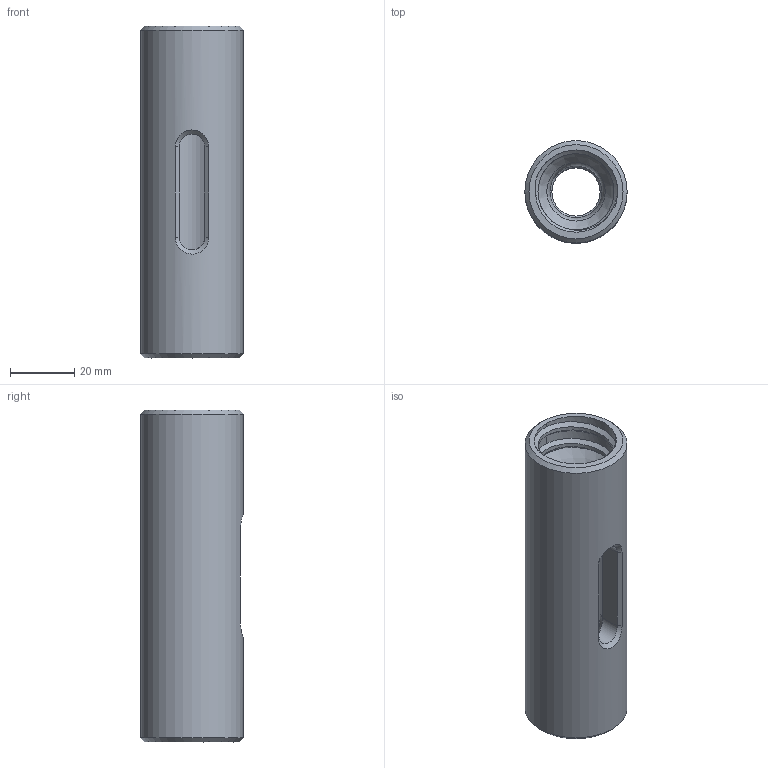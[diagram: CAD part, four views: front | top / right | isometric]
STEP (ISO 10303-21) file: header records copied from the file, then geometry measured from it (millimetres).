
FILE_DESCRIPTION(/* description */ (''),/* implementation_level */ '2;1');
FILE_NAME(/* name */ 'EXTRA_DarticleAccelerator.step',/* time_stamp */ '2023-11-29T11:19:28-05:00',/* author */ (''),/* organization */ (''),/* preprocessor_version */ 'ST-DEVELOPER v20',/* originating_system */ 'Autodesk Translation Framework v12.14.0.127',/* authorisation */ '');
FILE_SCHEMA (('AUTOMOTIVE_DESIGN { 1 0 10303 214 3 1 1 }'));
Length unit declared in the file: millimetre
Products named in the file (1): Core
Bounding box: 31.75 x 31.75 x 103.08 mm (x, y, z)
Volume: 50417.2 mm3; surface area: 17168.7 mm2
Topology: 1 solids, 1 shells, 46 faces, 122 edges, 78 vertices
Faces by surface type: cylinder 20, plane 8, bspline 8, cone 8, torus 2
Full cylindrical faces by diameter (mm): 15 x1, 16.2 x2, 23.622 x2, 25.908 x4, 31.75 x1
Entity records: 5430 total; most frequent: CARTESIAN_POINT 4325, ORIENTED_EDGE 244, DIRECTION 188, EDGE_CURVE 122, VERTEX_POINT 78, AXIS2_PLACEMENT_3D 73, EDGE_LOOP 50, FACE_OUTER_BOUND 46
